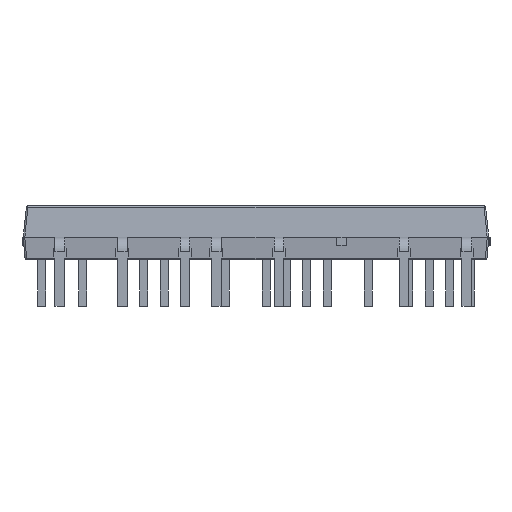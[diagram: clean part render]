
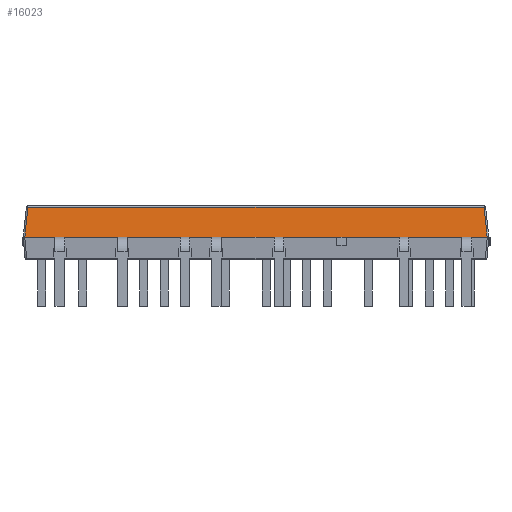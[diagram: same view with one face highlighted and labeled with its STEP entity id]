
A CAD part, front view. The second image highlights one B-rep face of the part: STEP entity #16023.
In plain terms, the highlighted planar face has unit normal (0, -0.995, 0.104).
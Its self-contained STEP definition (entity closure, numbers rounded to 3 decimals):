
#821=PLANE('',#17364);
#1603=FACE_OUTER_BOUND('',#2657,.T.);
#2657=EDGE_LOOP('',(#12920,#12921,#12922,#12923));
#4011=LINE('',#25165,#5581);
#4015=LINE('',#25190,#5585);
#4017=LINE('',#25193,#5587);
#4071=LINE('',#25707,#5641);
#5581=VECTOR('',#20307,1.);
#5585=VECTOR('',#20337,1.);
#5587=VECTOR('',#20341,1.);
#5641=VECTOR('',#20615,1.);
#7638=VERTEX_POINT('',#25155);
#7640=VERTEX_POINT('',#25161);
#7647=VERTEX_POINT('',#25183);
#7649=VERTEX_POINT('',#25188);
#9455=EDGE_CURVE('',#7638,#7640,#4011,.T.);
#9467=EDGE_CURVE('',#7649,#7647,#4015,.T.);
#9469=EDGE_CURVE('',#7647,#7638,#4017,.T.);
#9582=EDGE_CURVE('',#7640,#7649,#4071,.T.);
#12920=ORIENTED_EDGE('',*,*,#9455,.F.);
#12921=ORIENTED_EDGE('',*,*,#9469,.F.);
#12922=ORIENTED_EDGE('',*,*,#9467,.F.);
#12923=ORIENTED_EDGE('',*,*,#9582,.F.);
#16023=ADVANCED_FACE('',(#1603),#821,.T.);
#17364=AXIS2_PLACEMENT_3D('',#25706,#20613,#20614);
#20307=DIRECTION('',(0.104,-0.104,-0.989));
#20337=DIRECTION('',(0.104,0.104,0.989));
#20341=DIRECTION('',(1.,0.,0.));
#20613=DIRECTION('center_axis',(0.,-0.995,
0.105));
#20614=DIRECTION('ref_axis',(1.,0.,0.));
#20615=DIRECTION('',(-1.,0.,0.));
#25155=CARTESIAN_POINT('',(14.205,-5.804,3.26));
#25161=CARTESIAN_POINT('',(14.401,-6.,1.4));
#25165=CARTESIAN_POINT('',(14.386,-5.985,1.539));
#25183=CARTESIAN_POINT('',(-14.205,-5.804,3.26));
#25188=CARTESIAN_POINT('',(-14.401,-6.,1.4));
#25190=CARTESIAN_POINT('',(-14.245,-5.844,2.881));
#25193=CARTESIAN_POINT('',(7.165,-5.804,3.26));
#25706=CARTESIAN_POINT('Origin',(14.5,-6.,1.4));
#25707=CARTESIAN_POINT('',(14.5,-6.,1.4));
